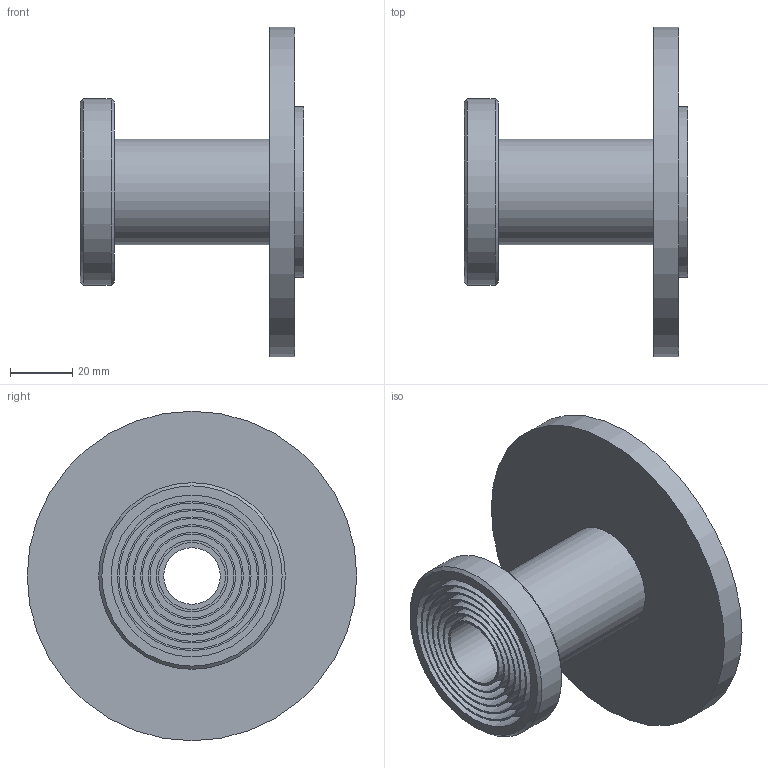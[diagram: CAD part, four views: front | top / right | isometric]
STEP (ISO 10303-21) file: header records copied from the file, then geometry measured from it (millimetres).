
FILE_DESCRIPTION(/* description */ (''),/* implementation_level */ '2;1');
FILE_NAME(/* name */ 'Tarasoff.step',/* time_stamp */ '2025-04-01T19:09:01+03:00',/* author */ (''),/* organization */ (''),/* preprocessor_version */ 'ST-DEVELOPER v20.1',/* originating_system */ 'Autodesk Translation Framework v14.4.0.0',/* authorisation */ '');
FILE_SCHEMA (('AUTOMOTIVE_DESIGN { 1 0 10303 214 3 1 1 }'));
Length unit declared in the file: millimetre
Products named in the file (1): (Unsaved)
Bounding box: 72 x 106 x 106 mm (x, y, z)
Volume: 116842.3 mm3; surface area: 47362 mm2
Topology: 1 solids, 1 shells, 40 faces, 61 edges, 40 vertices
Faces by surface type: cylinder 19, plane 19, cone 2
Full cylindrical faces by diameter (mm): 18.19 x1, 21.5 x2, 23 x1, 27 x1, 28 x1, 32 x1, 33 x1, 34 x1, 37 x1, 38 x1, 42 x1, 43 x1, 47 x1, 48 x1, 52 x1, 55 x1, 60 x1, 106 x1
Entity records: 946 total; most frequent: DIRECTION 183, CARTESIAN_POINT 142, ORIENTED_EDGE 122, AXIS2_PLACEMENT_3D 81, EDGE_CURVE 61, EDGE_LOOP 59, FACE_OUTER_BOUND 40, CIRCLE 40
